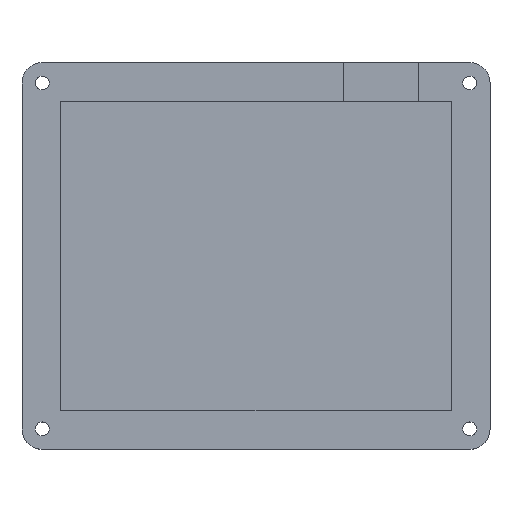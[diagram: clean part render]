
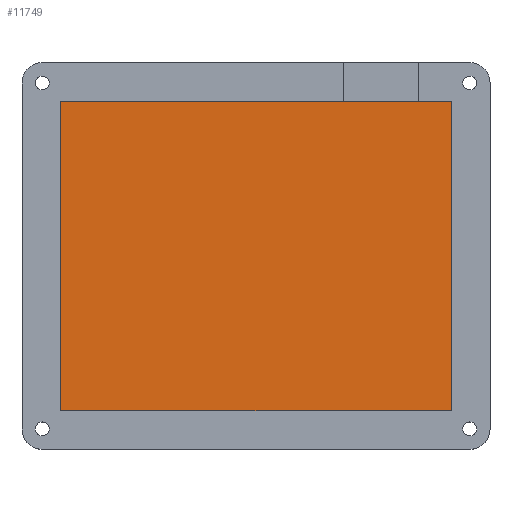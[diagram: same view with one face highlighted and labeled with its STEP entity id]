
A CAD part, top view. The second image highlights one B-rep face of the part: STEP entity #11749.
In plain terms, the highlighted planar face has unit normal (0, 0, 1).
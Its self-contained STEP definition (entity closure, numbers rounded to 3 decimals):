
#1996=FACE_OUTER_BOUND('',#2674,.T.);
#2674=EDGE_LOOP('',(#10864,#10865,#10866,#10867));
#3569=LINE('',#24126,#4457);
#3571=LINE('',#24131,#4459);
#3572=LINE('',#24132,#4460);
#3573=LINE('',#24133,#4461);
#4457=VECTOR('',#13301,10.);
#4459=VECTOR('',#13305,10.);
#4460=VECTOR('',#13306,10.);
#4461=VECTOR('',#13307,10.);
#5636=VERTEX_POINT('',#24123);
#5637=VERTEX_POINT('',#24125);
#5638=VERTEX_POINT('',#24129);
#5639=VERTEX_POINT('',#24130);
#7389=EDGE_CURVE('',#5636,#5637,#3569,.T.);
#7391=EDGE_CURVE('',#5638,#5639,#3571,.T.);
#7392=EDGE_CURVE('',#5637,#5638,#3572,.T.);
#7393=EDGE_CURVE('',#5639,#5636,#3573,.T.);
#10864=ORIENTED_EDGE('',*,*,#7391,.F.);
#10865=ORIENTED_EDGE('',*,*,#7392,.F.);
#10866=ORIENTED_EDGE('',*,*,#7389,.F.);
#10867=ORIENTED_EDGE('',*,*,#7393,.F.);
#11125=PLANE('',#11987);
#11749=ADVANCED_FACE('',(#1996),#11125,.T.);
#11987=AXIS2_PLACEMENT_3D('',#24128,#13303,#13304);
#13301=DIRECTION('',(1.,0.,0.));
#13303=DIRECTION('center_axis',(0.,0.,1.));
#13304=DIRECTION('ref_axis',(1.,0.,0.));
#13305=DIRECTION('',(-1.,0.,0.));
#13306=DIRECTION('',(0.,-1.,0.));
#13307=DIRECTION('',(0.,1.,0.));
#24123=CARTESIAN_POINT('',(7.527,94.805,3.));
#24125=CARTESIAN_POINT('',(103.527,94.805,3.));
#24126=CARTESIAN_POINT('',(31.527,94.805,3.));
#24128=CARTESIAN_POINT('Origin',(55.527,56.805,3.));
#24129=CARTESIAN_POINT('',(103.527,18.805,3.));
#24130=CARTESIAN_POINT('',(7.527,18.805,3.));
#24131=CARTESIAN_POINT('',(79.527,18.805,3.));
#24132=CARTESIAN_POINT('',(103.527,75.805,3.));
#24133=CARTESIAN_POINT('',(7.527,37.805,3.));
